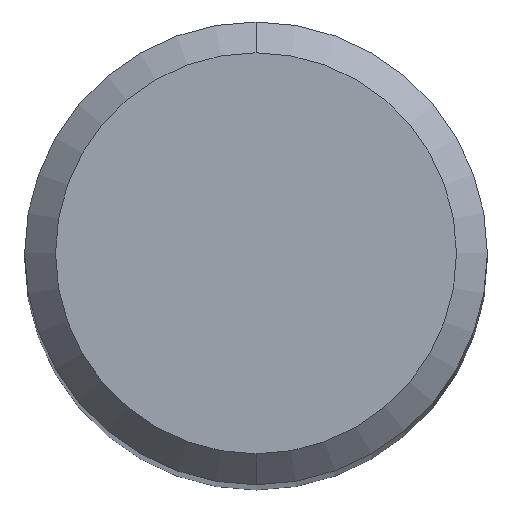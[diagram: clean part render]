
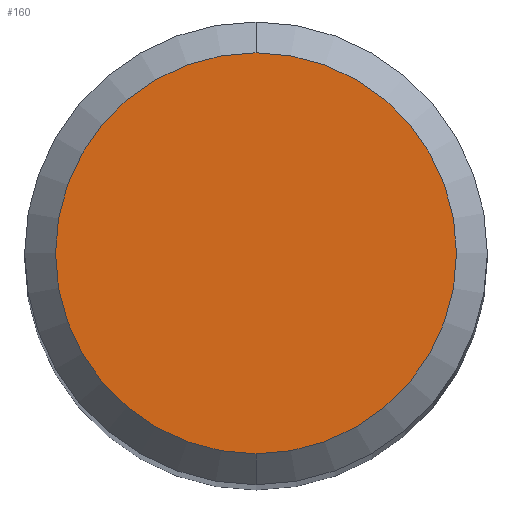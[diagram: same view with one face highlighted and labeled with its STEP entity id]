
A CAD part, top view. The second image highlights one B-rep face of the part: STEP entity #160.
In plain terms, the highlighted planar face has unit normal (0, 0, 1).
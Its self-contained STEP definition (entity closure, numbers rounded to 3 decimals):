
#134=EDGE_CURVE('',#200,#164,#320,.T.);
#160=ADVANCED_FACE('',(#352),#353,.T.);
#164=VERTEX_POINT('',#357);
#200=VERTEX_POINT('',#396);
#210=EDGE_CURVE('',#164,#200,#407,.T.);
#320=CIRCLE('',#527,2.6);
#352=FACE_OUTER_BOUND('',#565,.T.);
#353=PLANE('',#566);
#357=CARTESIAN_POINT('',(0.,-2.6,0.0));
#396=CARTESIAN_POINT('',(0.0,2.6,0.0));
#407=CIRCLE('',#637,2.6);
#527=AXIS2_PLACEMENT_3D('',#758,#759,#760);
#565=EDGE_LOOP('',(#816,#817));
#566=AXIS2_PLACEMENT_3D('',#818,#819,#820);
#637=AXIS2_PLACEMENT_3D('',#879,#880,#881);
#758=CARTESIAN_POINT('',(0.0,0.0,0.0));
#759=DIRECTION('',(0.0,0.0,-1.0));
#760=DIRECTION('',(0.0,1.0,0.0));
#816=ORIENTED_EDGE('',*,*,#134,.F.);
#817=ORIENTED_EDGE('',*,*,#210,.F.);
#818=CARTESIAN_POINT('',(0.0,1.3,0.0));
#819=DIRECTION('',(-0.0,0.0,1.0));
#820=DIRECTION('',(0.0,-1.0,0.0));
#879=CARTESIAN_POINT('',(0.0,0.0,0.0));
#880=DIRECTION('',(0.0,0.0,-1.0));
#881=DIRECTION('',(0.0,1.0,0.0));
